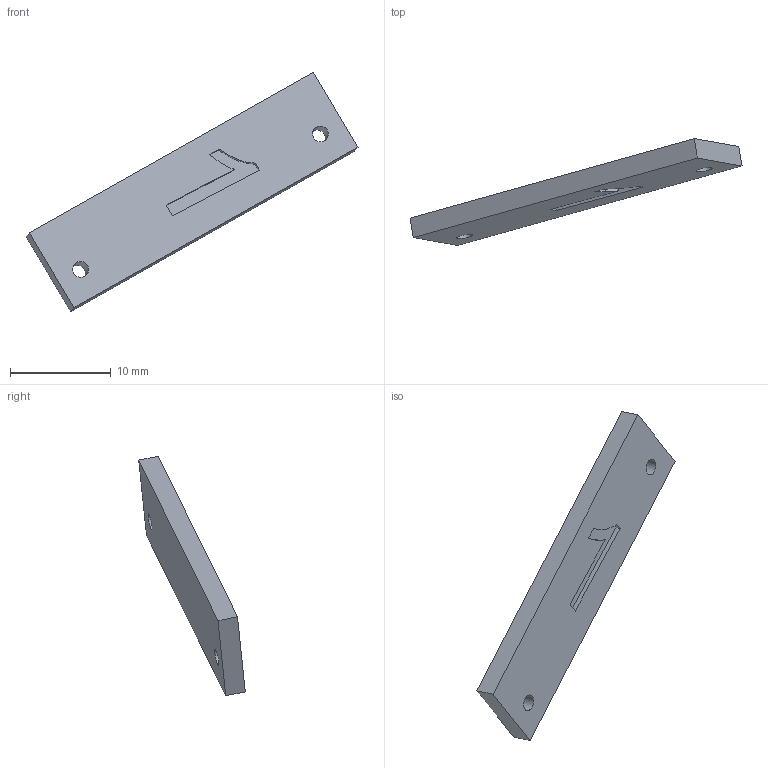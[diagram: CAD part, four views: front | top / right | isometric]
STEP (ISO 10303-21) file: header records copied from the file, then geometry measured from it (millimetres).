
FILE_DESCRIPTION(/* description */ (''),/* implementation_level */ '2;1');
FILE_NAME(/* name */ 'servoThumbCover.step',/* time_stamp */ '2025-04-19T08:24:55+02:00',/* author */ (''),/* organization */ (''),/* preprocessor_version */ 'ST-DEVELOPER v20.1',/* originating_system */ 'Autodesk Translation Framework v14.4.0.0',/* authorisation */ '');
FILE_SCHEMA (('AUTOMOTIVE_DESIGN { 1 0 10303 214 3 1 1 }'));
Length unit declared in the file: millimetre
Products named in the file (1): palm
Bounding box: 32.92 x 10.56 x 23.76 mm (x, y, z)
Volume: 563.7 mm3; surface area: 773.4 mm2
Topology: 1 solids, 1 shells, 18 faces, 45 edges, 30 vertices
Faces by surface type: plane 12, bspline 4, cylinder 2
Full cylindrical faces by diameter (mm): 1.6 x2
Entity records: 621 total; most frequent: CARTESIAN_POINT 162, ORIENTED_EDGE 90, DIRECTION 71, EDGE_CURVE 45, LINE 33, VECTOR 33, VERTEX_POINT 30, EDGE_LOOP 23
